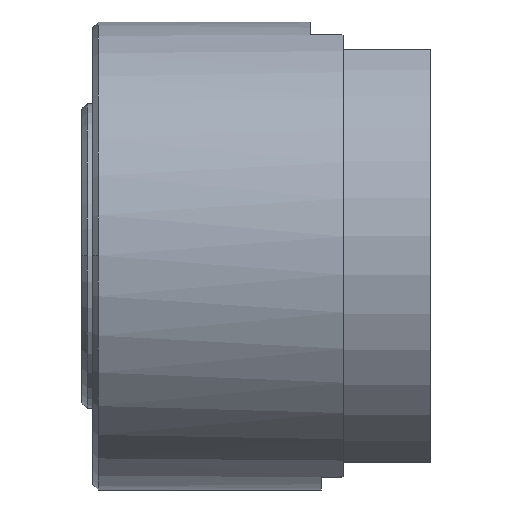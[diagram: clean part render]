
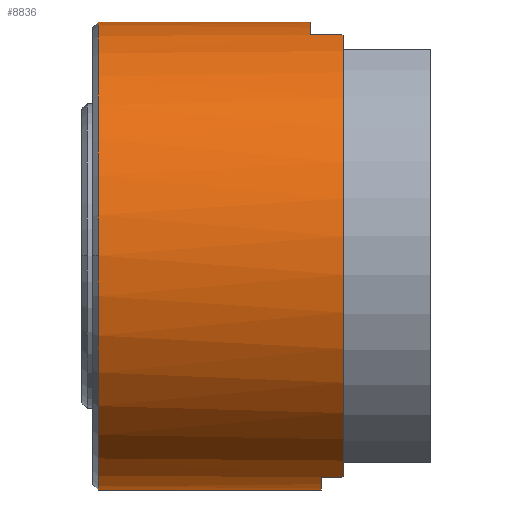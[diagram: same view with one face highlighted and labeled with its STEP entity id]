
A CAD part, top view. The second image highlights one B-rep face of the part: STEP entity #8836.
In plain terms, the highlighted cylindrical face has radius 21.5 mm (diameter 43 mm), a partial arc.
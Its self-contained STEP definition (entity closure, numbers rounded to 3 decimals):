
#162 = FACE_OUTER_BOUND ( 'NONE', #8054, .T. ) ;
#403 = DIRECTION ( 'NONE',  ( 1., 0., 0. ) ) ;
#421 = DIRECTION ( 'NONE',  ( 1., 0., 0. ) ) ;
#623 = AXIS2_PLACEMENT_3D ( 'NONE', #1101, #9478, #2314 ) ;
#787 = VERTEX_POINT ( 'NONE', #14989 ) ;
#945 = CARTESIAN_POINT ( 'NONE',  ( -20.826, 20.329, 7. ) ) ;
#1101 = CARTESIAN_POINT ( 'NONE',  ( -20.626, 0., 0. ) ) ;
#1106 = VERTEX_POINT ( 'NONE', #12334 ) ;
#1435 = ORIENTED_EDGE ( 'NONE', *, *, #1757, .T. ) ;
#1757 = EDGE_CURVE ( 'NONE', #9351, #5439, #3753, .T. ) ;
#1773 =( BOUNDED_CURVE ( )  B_SPLINE_CURVE ( 3, ( #7774, #13523, #8814, #5308 ),
 .UNSPECIFIED., .F., .F. ) 
 B_SPLINE_CURVE_WITH_KNOTS ( ( 4, 4 ),
 ( 1.229, 1.239 ),
 .UNSPECIFIED. ) 
 CURVE ( )  GEOMETRIC_REPRESENTATION_ITEM ( )  RATIONAL_B_SPLINE_CURVE ( ( 1., 1., 1., 1. ) ) 
 REPRESENTATION_ITEM ( '' )  );
#1900 = DIRECTION ( 'NONE',  ( 1., 0., 0. ) ) ;
#1983 = ORIENTED_EDGE ( 'NONE', *, *, #12216, .F. ) ;
#2006 = EDGE_CURVE ( 'NONE', #5439, #8720, #8441, .T. ) ;
#2168 = LINE ( 'NONE', #14648, #9309 ) ;
#2184 = CARTESIAN_POINT ( 'NONE',  ( -41.876, 21.5, 0. ) ) ;
#2314 = DIRECTION ( 'NONE',  ( 0., 1., 0. ) ) ;
#2334 = DIRECTION ( 'NONE',  ( -1., 0., 0. ) ) ;
#2898 = DIRECTION ( 'NONE',  ( 0., 1., 0. ) ) ;
#2916 = ORIENTED_EDGE ( 'NONE', *, *, #7549, .T. ) ;
#2926 = CARTESIAN_POINT ( 'NONE',  ( -23.626, 20.329, 7. ) ) ;
#2992 = CARTESIAN_POINT ( 'NONE',  ( -20.693, 20.282, 7.133 ) ) ;
#3753 = CIRCLE ( 'NONE', #11996, 21.5 ) ;
#3825 = CIRCLE ( 'NONE', #10052, 21.5 ) ;
#3860 = VECTOR ( 'NONE', #14160, 1000. ) ;
#4003 = DIRECTION ( 'NONE',  ( -1., 0., 0. ) ) ;
#4069 = VECTOR ( 'NONE', #2334, 1000. ) ;
#4438 = EDGE_CURVE ( 'NONE', #1106, #787, #1773, .T. ) ;
#4474 = LINE ( 'NONE', #6134, #5614 ) ;
#5040 = VERTEX_POINT ( 'NONE', #945 ) ;
#5118 = DIRECTION ( 'NONE',  ( 1., 0., 0. ) ) ;
#5308 = CARTESIAN_POINT ( 'NONE',  ( -20.826, -20.329, 7. ) ) ;
#5365 = CARTESIAN_POINT ( 'NONE',  ( -43.126, -21.5, 0. ) ) ;
#5439 = VERTEX_POINT ( 'NONE', #12425 ) ;
#5463 = CARTESIAN_POINT ( 'NONE',  ( -20.76, 20.306, 7.067 ) ) ;
#5614 = VECTOR ( 'NONE', #12336, 1000. ) ;
#5727 = VERTEX_POINT ( 'NONE', #10233 ) ;
#6103 = VERTEX_POINT ( 'NONE', #6444 ) ;
#6134 = CARTESIAN_POINT ( 'NONE',  ( -41.876, -21.5, 0. ) ) ;
#6191 = VERTEX_POINT ( 'NONE', #2926 ) ;
#6444 = CARTESIAN_POINT ( 'NONE',  ( -22.626, -21.5, 0. ) ) ;
#6503 = CARTESIAN_POINT ( 'NONE',  ( -20.626, 20.259, 7.2 ) ) ;
#6760 = ORIENTED_EDGE ( 'NONE', *, *, #15149, .T. ) ;
#7052 = LINE ( 'NONE', #2184, #3860 ) ;
#7493 = EDGE_CURVE ( 'NONE', #1106, #5727, #7680, .T. ) ;
#7549 = EDGE_CURVE ( 'NONE', #8720, #6103, #4474, .T. ) ;
#7608 = ORIENTED_EDGE ( 'NONE', *, *, #13935, .T. ) ;
#7680 = CIRCLE ( 'NONE', #623, 21.5 ) ;
#7748 = DIRECTION ( 'NONE',  ( 0., 1., 0. ) ) ;
#7774 = CARTESIAN_POINT ( 'NONE',  ( -20.626, -20.259, 7.2 ) ) ;
#7976 = DIRECTION ( 'NONE',  ( 0., 1., 0. ) ) ;
#8054 = EDGE_LOOP ( 'NONE', ( #14848, #2916, #10181, #11231, #10757, #11921, #1983, #7608, #6760, #10535, #1435 ) ) ;
#8210 = CARTESIAN_POINT ( 'NONE',  ( -23.626, 21.5, 0. ) ) ;
#8441 = CIRCLE ( 'NONE', #13745, 21.5 ) ;
#8720 = VERTEX_POINT ( 'NONE', #5365 ) ;
#8787 = AXIS2_PLACEMENT_3D ( 'NONE', #12424, #4003, #7748 ) ;
#8814 = CARTESIAN_POINT ( 'NONE',  ( -20.76, -20.306, 7.067 ) ) ;
#8836 = ADVANCED_FACE ( 'NONE', ( #162 ), #15296, .T. ) ;
#8929 = DIRECTION ( 'NONE',  ( 0., 1., 0. ) ) ;
#9020 = CARTESIAN_POINT ( 'NONE',  ( -41.876, 0., 0. ) ) ;
#9309 = VECTOR ( 'NONE', #421, 1000. ) ;
#9350 = CARTESIAN_POINT ( 'NONE',  ( -22.626, -20.329, 7. ) ) ;
#9351 = VERTEX_POINT ( 'NONE', #12753 ) ;
#9403 = VERTEX_POINT ( 'NONE', #8210 ) ;
#9478 = DIRECTION ( 'NONE',  ( -1., 0., 0. ) ) ;
#9641 = EDGE_CURVE ( 'NONE', #12902, #787, #2168, .T. ) ;
#10052 = AXIS2_PLACEMENT_3D ( 'NONE', #12473, #13754, #8929 ) ;
#10066 = CARTESIAN_POINT ( 'NONE',  ( -20.826, 20.329, 7. ) ) ;
#10134 = CARTESIAN_POINT ( 'NONE',  ( -43.126, 0., 0. ) ) ;
#10181 = ORIENTED_EDGE ( 'NONE', *, *, #11216, .T. ) ;
#10233 = CARTESIAN_POINT ( 'NONE',  ( -20.626, 20.259, 7.2 ) ) ;
#10535 = ORIENTED_EDGE ( 'NONE', *, *, #14880, .F. ) ;
#10757 = ORIENTED_EDGE ( 'NONE', *, *, #4438, .F. ) ;
#11216 = EDGE_CURVE ( 'NONE', #6103, #12902, #3825, .T. ) ;
#11231 = ORIENTED_EDGE ( 'NONE', *, *, #9641, .T. ) ;
#11689 = CIRCLE ( 'NONE', #8787, 21.5 ) ;
#11921 = ORIENTED_EDGE ( 'NONE', *, *, #7493, .T. ) ;
#11996 = AXIS2_PLACEMENT_3D ( 'NONE', #13436, #5118, #12315 ) ;
#12088 = AXIS2_PLACEMENT_3D ( 'NONE', #9020, #1900, #7976 ) ;
#12216 = EDGE_CURVE ( 'NONE', #5040, #5727, #15024, .T. ) ;
#12315 = DIRECTION ( 'NONE',  ( 0., 1., 0. ) ) ;
#12334 = CARTESIAN_POINT ( 'NONE',  ( -20.626, -20.259, 7.2 ) ) ;
#12336 = DIRECTION ( 'NONE',  ( 1., 0., 0. ) ) ;
#12424 = CARTESIAN_POINT ( 'NONE',  ( -23.626, 0., 0. ) ) ;
#12425 = CARTESIAN_POINT ( 'NONE',  ( -43.126, 0., 21.5 ) ) ;
#12473 = CARTESIAN_POINT ( 'NONE',  ( -22.626, 0., 0. ) ) ;
#12753 = CARTESIAN_POINT ( 'NONE',  ( -43.126, 21.5, 0. ) ) ;
#12902 = VERTEX_POINT ( 'NONE', #9350 ) ;
#13436 = CARTESIAN_POINT ( 'NONE',  ( -43.126, 0., 0. ) ) ;
#13523 = CARTESIAN_POINT ( 'NONE',  ( -20.693, -20.282, 7.133 ) ) ;
#13745 = AXIS2_PLACEMENT_3D ( 'NONE', #10134, #403, #2898 ) ;
#13754 = DIRECTION ( 'NONE',  ( -1., 0., 0. ) ) ;
#13935 = EDGE_CURVE ( 'NONE', #5040, #6191, #15128, .T. ) ;
#14160 = DIRECTION ( 'NONE',  ( 1., 0., 0. ) ) ;
#14412 = CARTESIAN_POINT ( 'NONE',  ( -41.876, 20.329, 7. ) ) ;
#14648 = CARTESIAN_POINT ( 'NONE',  ( -41.876, -20.329, 7. ) ) ;
#14848 = ORIENTED_EDGE ( 'NONE', *, *, #2006, .T. ) ;
#14880 = EDGE_CURVE ( 'NONE', #9351, #9403, #7052, .T. ) ;
#14989 = CARTESIAN_POINT ( 'NONE',  ( -20.826, -20.329, 7. ) ) ;
#15024 =( BOUNDED_CURVE ( )  B_SPLINE_CURVE ( 3, ( #10066, #5463, #2992, #6503 ),
 .UNSPECIFIED., .F., .F. ) 
 B_SPLINE_CURVE_WITH_KNOTS ( ( 4, 4 ),
 ( 5.044, 5.054 ),
 .UNSPECIFIED. ) 
 CURVE ( )  GEOMETRIC_REPRESENTATION_ITEM ( )  RATIONAL_B_SPLINE_CURVE ( ( 1., 1., 1., 1. ) ) 
 REPRESENTATION_ITEM ( '' )  );
#15128 = LINE ( 'NONE', #14412, #4069 ) ;
#15149 = EDGE_CURVE ( 'NONE', #6191, #9403, #11689, .T. ) ;
#15296 = CYLINDRICAL_SURFACE ( 'NONE', #12088, 21.5 ) ;
